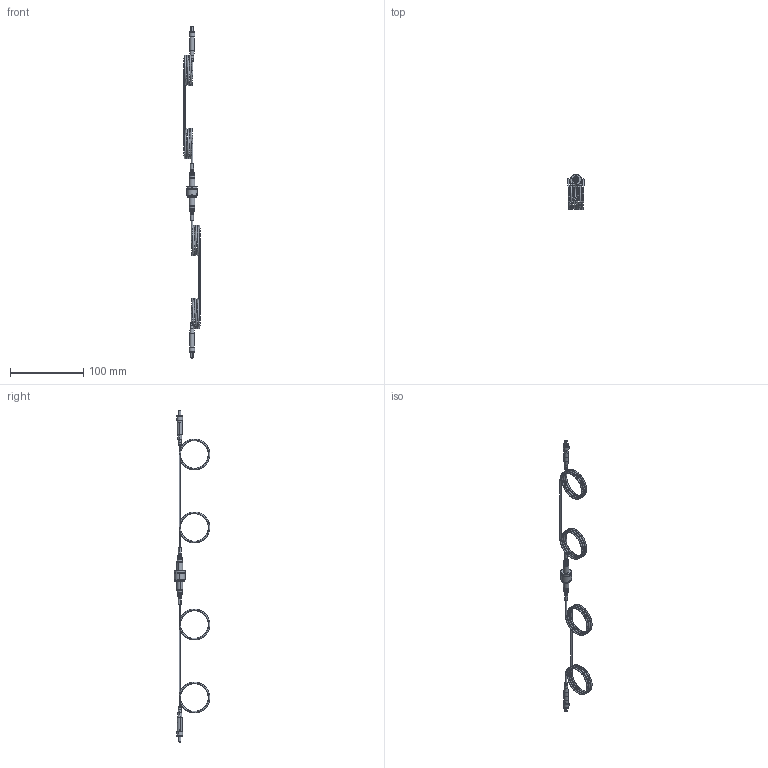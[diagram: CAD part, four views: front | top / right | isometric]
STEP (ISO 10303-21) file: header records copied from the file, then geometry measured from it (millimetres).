
FILE_DESCRIPTION (( 'STEP AP203' ), '1' );
FILE_NAME ('TTN020011-E0W.STEP', '2013-10-24T15:20:42', ( 'Admin' ), ( '' ), 'SwSTEP 2.0', 'SolidWorks 2012', '' );
FILE_SCHEMA (( 'CONFIG_CONTROL_DESIGN' ));
Products named in the file (1): TTN020011-E0W
Bounding box: 23 x 48.43 x 454.46 mm (x, y, z)
Volume: 11453.7 mm3; surface area: 22770.8 mm2
Topology: 51 solids, 51 shells, 1189 faces, 2999 edges, 1928 vertices
Faces by surface type: cylinder 453, bspline 303, plane 291, cone 126, torus 12, sphere 4
Entity records: 52602 total; most frequent: CARTESIAN_POINT 26246, ORIENTED_EDGE 5850, DIRECTION 5004, EDGE_CURVE 2925, AXIS2_PLACEMENT_3D 2141, VERTEX_POINT 1928, EDGE_LOOP 1349, CIRCLE 1254
